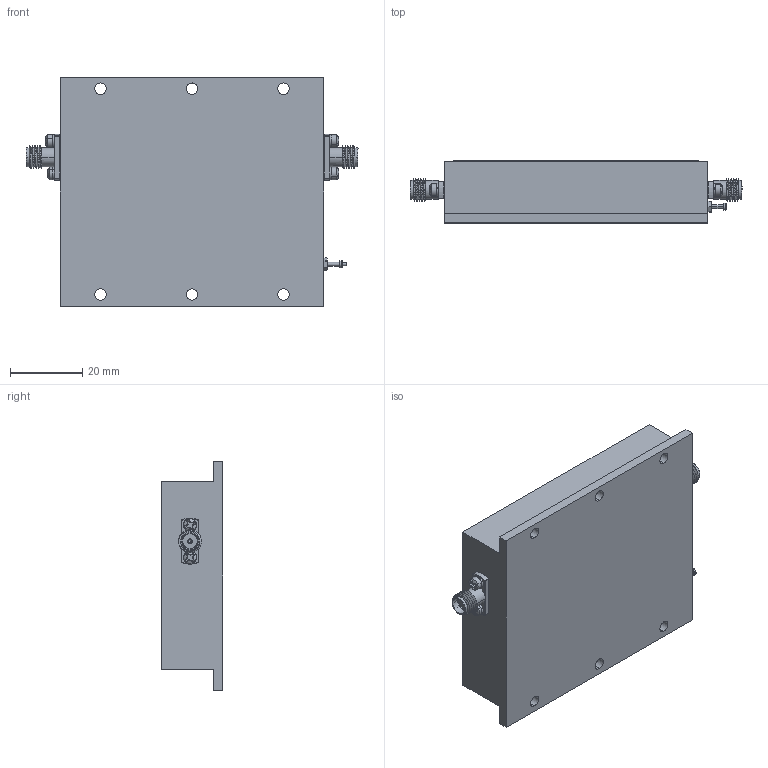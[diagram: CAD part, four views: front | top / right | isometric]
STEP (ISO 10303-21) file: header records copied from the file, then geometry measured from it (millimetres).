
FILE_DESCRIPTION (( 'STEP AP214' ), '1' );
FILE_NAME ('PA-218-45-5-10W-24V-SFF.STEP', '2025-04-04T20:21:15', ( '' ), ( '' ), 'SwSTEP 2.0', 'SolidWorks 2024', '' );
FILE_SCHEMA (( 'AUTOMOTIVE_DESIGN' ));
Length unit declared in the file: millimetre
Products named in the file (1): PA-218-45-5-10W-24V-SFF
Bounding box: 92.2 x 17.2 x 63.5 mm (x, y, z)
Volume: 68017.8 mm3; surface area: 21485.2 mm2
Topology: 21 solids, 21 shells, 674 faces, 2579 edges, 2073 vertices
Faces by surface type: plane 306, cylinder 157, torus 99, sphere 51, cone 45, bspline 16
Entity records: 37397 total; most frequent: CARTESIAN_POINT 12302, ORIENTED_EDGE 5086, DIRECTION 3932, EDGE_CURVE 2543, VERTEX_POINT 2073, AXIS2_PLACEMENT_3D 1337, VECTOR 1258, LINE 1258
